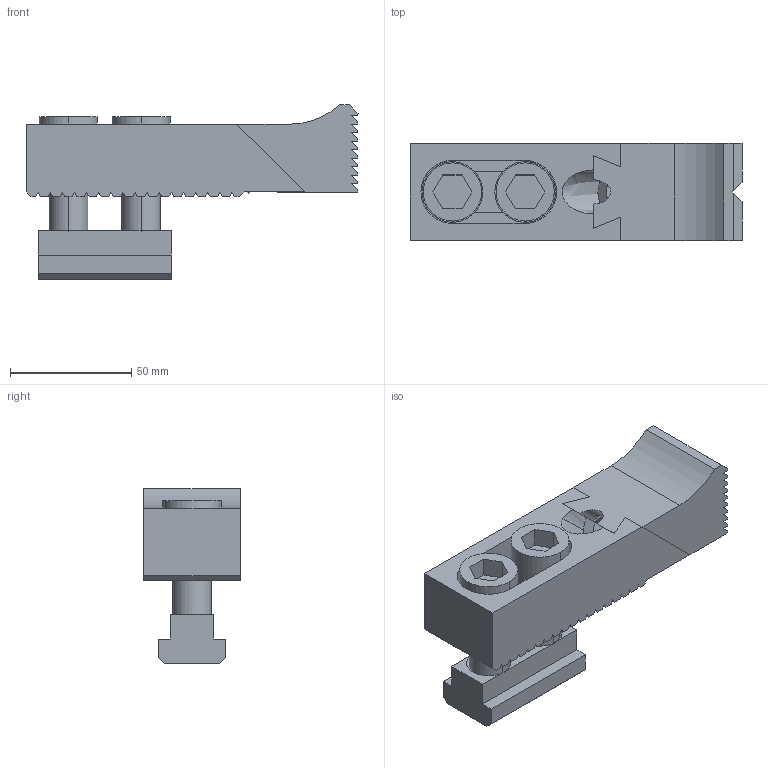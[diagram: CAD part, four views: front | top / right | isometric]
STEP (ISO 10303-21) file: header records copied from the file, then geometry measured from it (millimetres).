
FILE_DESCRIPTION (( 'STEP AP203' ), '1' );
FILE_NAME ('bj102-16030t.STEP', '2021-10-25T01:07:26', ( '' ), ( '' ), 'SwSTEP 2.0', 'SolidWorks 2020', '' );
FILE_SCHEMA (( 'CONFIG_CONTROL_DESIGN' ));
Length unit declared in the file: millimetre
Products named in the file (8): bj102-16030t_06; bj102-16030t_07; bj102-16030t_05; bj102-16030t_03; bj102-16030t_04; bj102-16030t_02; bj102-16030t; bj102-16030t_01
Assembly tree (7 placements, depth 2):
  bj102-16030t
    bj102-16030t_01
    bj102-16030t_02
    bj102-16030t_03
    bj102-16030t_04
    bj102-16030t_05
    bj102-16030t_06
    bj102-16030t_07
Bounding box: 137 x 40 x 72 mm (x, y, z)
Volume: 175715.8 mm3; surface area: 51117.3 mm2
Topology: 7 solids, 7 shells, 255 faces, 758 edges, 520 vertices
Faces by surface type: plane 216, cylinder 29, cone 8, bspline 2
Entity records: 9706 total; most frequent: CARTESIAN_POINT 2314, ORIENTED_EDGE 1516, DIRECTION 1156, EDGE_CURVE 758, VERTEX_POINT 520, LINE 472, VECTOR 472, AXIS2_PLACEMENT_3D 342
